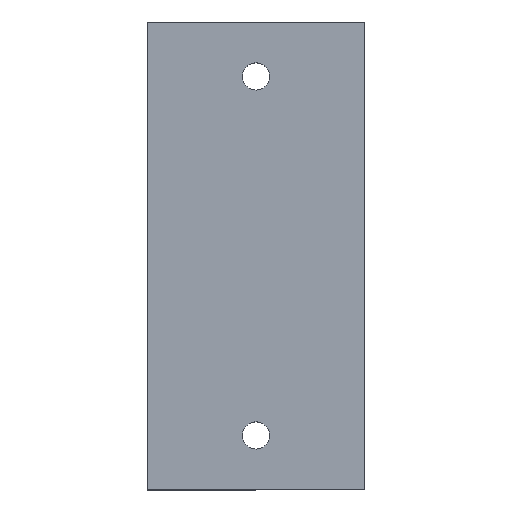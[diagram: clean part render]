
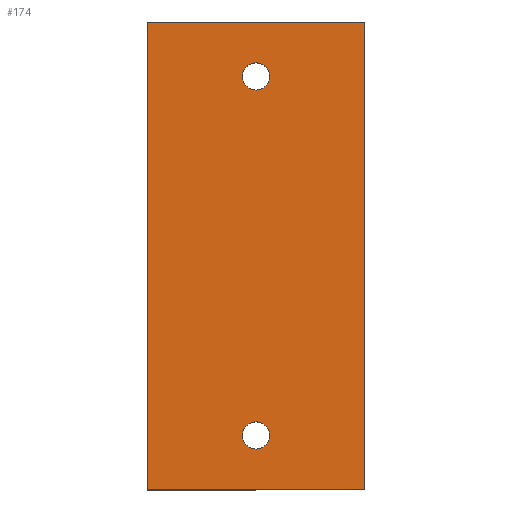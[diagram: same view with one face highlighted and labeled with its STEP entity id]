
A CAD part, top view. The second image highlights one B-rep face of the part: STEP entity #174.
In plain terms, the highlighted planar face has unit normal (0, 0, 1).
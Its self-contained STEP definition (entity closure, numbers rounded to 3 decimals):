
#3 = CARTESIAN_POINT ( 'NONE',  ( 0., 16.5, 8. ) ) ;
#6 = DIRECTION ( 'NONE',  ( 1., 0., 0. ) ) ;
#22 = AXIS2_PLACEMENT_3D ( 'NONE', #3, #65, #6 ) ;
#23 = CIRCLE ( 'NONE', #406, 1.25 ) ;
#29 = CARTESIAN_POINT ( 'NONE',  ( 10., 21.5, 8. ) ) ;
#33 = CARTESIAN_POINT ( 'NONE',  ( 1.25, 16.5, 8. ) ) ;
#44 = CARTESIAN_POINT ( 'NONE',  ( 10., 21.5, 8. ) ) ;
#52 = VERTEX_POINT ( 'NONE', #471 ) ;
#56 = EDGE_LOOP ( 'NONE', ( #244, #219, #302, #366 ) ) ;
#65 = DIRECTION ( 'NONE',  ( 0., 0., 1. ) ) ;
#103 = PLANE ( 'NONE',  #516 ) ;
#104 = LINE ( 'NONE', #434, #517 ) ;
#120 = LINE ( 'NONE', #282, #558 ) ;
#144 = ORIENTED_EDGE ( 'NONE', *, *, #147, .F. ) ;
#147 = EDGE_CURVE ( 'NONE', #671, #582, #435, .T. ) ;
#157 = CARTESIAN_POINT ( 'NONE',  ( 0., 16.5, 8. ) ) ;
#162 = EDGE_CURVE ( 'NONE', #401, #227, #384, .T. ) ;
#170 = ORIENTED_EDGE ( 'NONE', *, *, #171, .F. ) ;
#171 = EDGE_CURVE ( 'NONE', #395, #439, #23, .T. ) ;
#174 = ADVANCED_FACE ( 'NONE', ( #603, #621, #313 ), #103, .F. ) ;
#193 = DIRECTION ( 'NONE',  ( 0., 0., 1. ) ) ;
#219 = ORIENTED_EDGE ( 'NONE', *, *, #385, .T. ) ;
#227 = VERTEX_POINT ( 'NONE', #29 ) ;
#244 = ORIENTED_EDGE ( 'NONE', *, *, #278, .T. ) ;
#262 = EDGE_LOOP ( 'NONE', ( #268, #170 ) ) ;
#263 = DIRECTION ( 'NONE',  ( -1., 0., 0. ) ) ;
#265 = DIRECTION ( 'NONE',  ( 0., 0., 1. ) ) ;
#268 = ORIENTED_EDGE ( 'NONE', *, *, #473, .F. ) ;
#278 = EDGE_CURVE ( 'NONE', #52, #624, #298, .T. ) ;
#282 = CARTESIAN_POINT ( 'NONE',  ( 10., -21.5, 8. ) ) ;
#298 = LINE ( 'NONE', #350, #456 ) ;
#301 = CARTESIAN_POINT ( 'NONE',  ( -1.25, 16.5, 8. ) ) ;
#302 = ORIENTED_EDGE ( 'NONE', *, *, #162, .T. ) ;
#309 = EDGE_CURVE ( 'NONE', #227, #52, #104, .T. ) ;
#313 = FACE_BOUND ( 'NONE', #651, .T. ) ;
#318 = DIRECTION ( 'NONE',  ( 1., 0., 0. ) ) ;
#321 = CARTESIAN_POINT ( 'NONE',  ( 0., -16.5, 8. ) ) ;
#325 = DIRECTION ( 'NONE',  ( -1., 0., 0. ) ) ;
#327 = DIRECTION ( 'NONE',  ( 1., 0., 0. ) ) ;
#350 = CARTESIAN_POINT ( 'NONE',  ( -10., 21.5, 8. ) ) ;
#364 = VECTOR ( 'NONE', #682, 1000. ) ;
#366 = ORIENTED_EDGE ( 'NONE', *, *, #309, .T. ) ;
#372 = AXIS2_PLACEMENT_3D ( 'NONE', #321, #265, #629 ) ;
#375 = EDGE_CURVE ( 'NONE', #582, #671, #585, .T. ) ;
#384 = LINE ( 'NONE', #44, #364 ) ;
#385 = EDGE_CURVE ( 'NONE', #624, #401, #120, .T. ) ;
#388 = CIRCLE ( 'NONE', #22, 1.25 ) ;
#391 = CARTESIAN_POINT ( 'NONE',  ( 10., -21.5, 8. ) ) ;
#394 = AXIS2_PLACEMENT_3D ( 'NONE', #469, #193, #327 ) ;
#395 = VERTEX_POINT ( 'NONE', #33 ) ;
#401 = VERTEX_POINT ( 'NONE', #391 ) ;
#406 = AXIS2_PLACEMENT_3D ( 'NONE', #157, #680, #318 ) ;
#434 = CARTESIAN_POINT ( 'NONE',  ( 10., 21.5, 8. ) ) ;
#435 = CIRCLE ( 'NONE', #372, 1.25 ) ;
#439 = VERTEX_POINT ( 'NONE', #301 ) ;
#456 = VECTOR ( 'NONE', #574, 1000. ) ;
#464 = CARTESIAN_POINT ( 'NONE',  ( -10., -21.5, 8. ) ) ;
#469 = CARTESIAN_POINT ( 'NONE',  ( 0., -16.5, 8. ) ) ;
#471 = CARTESIAN_POINT ( 'NONE',  ( -10., 21.5, 8. ) ) ;
#473 = EDGE_CURVE ( 'NONE', #439, #395, #388, .T. ) ;
#476 = ORIENTED_EDGE ( 'NONE', *, *, #375, .F. ) ;
#500 = CARTESIAN_POINT ( 'NONE',  ( 1.25, -16.5, 8. ) ) ;
#516 = AXIS2_PLACEMENT_3D ( 'NONE', #578, #536, #263 ) ;
#517 = VECTOR ( 'NONE', #325, 1000. ) ;
#536 = DIRECTION ( 'NONE',  ( 0., 0., -1. ) ) ;
#558 = VECTOR ( 'NONE', #648, 1000. ) ;
#569 = CARTESIAN_POINT ( 'NONE',  ( -1.25, -16.5, 8. ) ) ;
#574 = DIRECTION ( 'NONE',  ( 0., -1., 0. ) ) ;
#578 = CARTESIAN_POINT ( 'NONE',  ( 0., 0., 8. ) ) ;
#582 = VERTEX_POINT ( 'NONE', #500 ) ;
#585 = CIRCLE ( 'NONE', #394, 1.25 ) ;
#603 = FACE_BOUND ( 'NONE', #262, .T. ) ;
#621 = FACE_OUTER_BOUND ( 'NONE', #56, .T. ) ;
#624 = VERTEX_POINT ( 'NONE', #464 ) ;
#629 = DIRECTION ( 'NONE',  ( 1., 0., 0. ) ) ;
#648 = DIRECTION ( 'NONE',  ( 1., 0., 0. ) ) ;
#651 = EDGE_LOOP ( 'NONE', ( #144, #476 ) ) ;
#671 = VERTEX_POINT ( 'NONE', #569 ) ;
#680 = DIRECTION ( 'NONE',  ( 0., 0., 1. ) ) ;
#682 = DIRECTION ( 'NONE',  ( 0., 1., 0. ) ) ;
